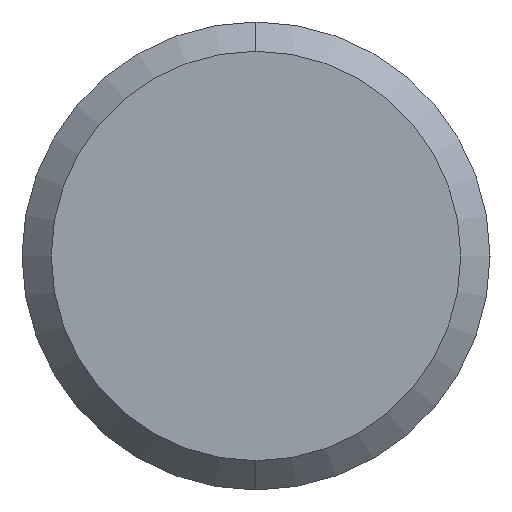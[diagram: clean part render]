
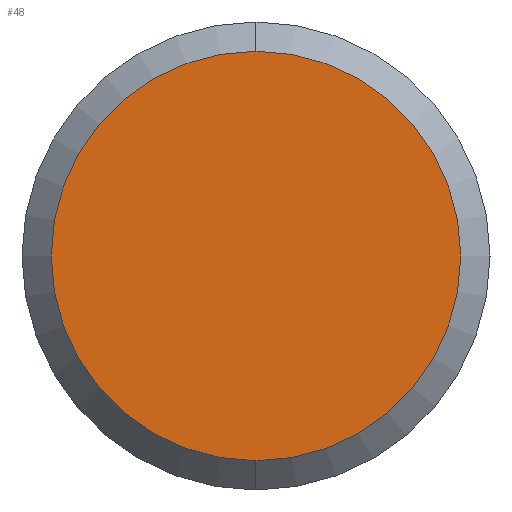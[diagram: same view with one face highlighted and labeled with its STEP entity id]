
A CAD part, left-side view. The second image highlights one B-rep face of the part: STEP entity #48.
In plain terms, the highlighted planar face has unit normal (-1, 0, 0).
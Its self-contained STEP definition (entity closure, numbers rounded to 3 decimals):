
#16 = FACE_OUTER_BOUND ( 'NONE', #87, .T. ) ;
#18 = DIRECTION ( 'NONE',  ( -1., 0., 0. ) ) ;
#28 = CIRCLE ( 'NONE', #225, 7. ) ;
#42 = EDGE_CURVE ( 'NONE', #44, #181, #28, .T. ) ;
#43 = CARTESIAN_POINT ( 'NONE',  ( -220., 0., 7. ) ) ;
#44 = VERTEX_POINT ( 'NONE', #43 ) ;
#48 = ADVANCED_FACE ( 'NONE', ( #16 ), #173, .F. ) ;
#77 = DIRECTION ( 'NONE',  ( 0., 0., -1. ) ) ;
#85 = AXIS2_PLACEMENT_3D ( 'NONE', #193, #216, #77 ) ;
#87 = EDGE_LOOP ( 'NONE', ( #147, #230 ) ) ;
#94 = DIRECTION ( 'NONE',  ( 0., 0., 1. ) ) ;
#119 = CARTESIAN_POINT ( 'NONE',  ( -220., 0., 0. ) ) ;
#120 = CARTESIAN_POINT ( 'NONE',  ( -220., 0., -7. ) ) ;
#129 = EDGE_CURVE ( 'NONE', #181, #44, #210, .T. ) ;
#147 = ORIENTED_EDGE ( 'NONE', *, *, #129, .T. ) ;
#150 = CARTESIAN_POINT ( 'NONE',  ( -220., 0., 0. ) ) ;
#172 = DIRECTION ( 'NONE',  ( -1., 0., 0. ) ) ;
#173 = PLANE ( 'NONE',  #85 ) ;
#180 = DIRECTION ( 'NONE',  ( 0., 0., 1. ) ) ;
#181 = VERTEX_POINT ( 'NONE', #120 ) ;
#193 = CARTESIAN_POINT ( 'NONE',  ( -220., 0., 0. ) ) ;
#210 = CIRCLE ( 'NONE', #236, 7. ) ;
#216 = DIRECTION ( 'NONE',  ( 1., 0., 0. ) ) ;
#225 = AXIS2_PLACEMENT_3D ( 'NONE', #150, #172, #94 ) ;
#230 = ORIENTED_EDGE ( 'NONE', *, *, #42, .T. ) ;
#236 = AXIS2_PLACEMENT_3D ( 'NONE', #119, #18, #180 ) ;
